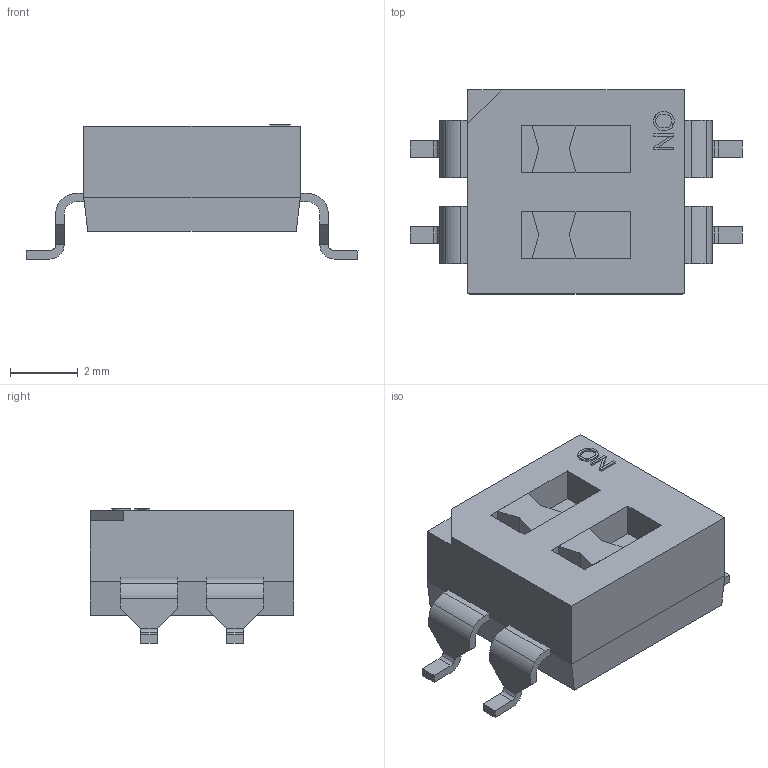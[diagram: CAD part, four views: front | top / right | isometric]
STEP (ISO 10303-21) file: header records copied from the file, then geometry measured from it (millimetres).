
FILE_DESCRIPTION((''),'2;1');
FILE_NAME('SW_OMRON_A6S-2102-H.stp','2009-08-31T17:11:42',(''),(''),'Mechanical Desktop 2006','Mechanical Desktop 2006',', , ');
FILE_SCHEMA(('AUTOMOTIVE_DESIGN { 1 2 10303 214 0 1 1 1 }'));
Length unit declared in the file: millimetre
Products named in the file (1): Product
Bounding box: 9.8 x 6.02 x 3.98 mm (x, y, z)
Volume: 116.1 mm3; surface area: 303 mm2
Topology: 17 solids, 17 shells, 261 faces, 675 edges, 450 vertices
Faces by surface type: plane 195, bspline 50, cylinder 16
Entity records: 8112 total; most frequent: CARTESIAN_POINT 1761, ORIENTED_EDGE 1350, DIRECTION 1163, EDGE_CURVE 675, VECTOR 611, LINE 611, VERTEX_POINT 450, AXIS2_PLACEMENT_3D 276
